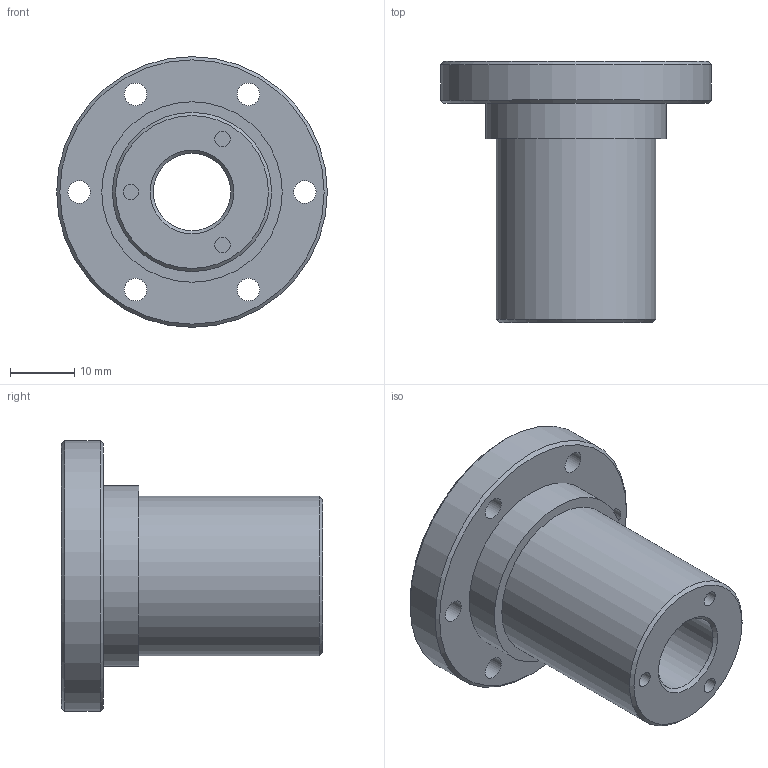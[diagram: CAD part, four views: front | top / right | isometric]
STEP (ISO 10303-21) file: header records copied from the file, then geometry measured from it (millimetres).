
FILE_DESCRIPTION(/* description */ (''),/* implementation_level */ '2;1');
FILE_NAME(/* name */ 'J1_MAIN_SHAFT.stp',/* time_stamp */ '2022-07-20T21:20:57+09:00',/* author */ (''),/* organization */ (''),/* preprocessor_version */ 'ST-DEVELOPER v16.7',/* originating_system */ '',/* authorisation */ '');
FILE_SCHEMA (('AUTOMOTIVE_DESIGN { 1 0 10303 214 3 1 1 1 }'));
Length unit declared in the file: millimetre
Products named in the file (1): J1_MAIN_SHAFT
Bounding box: 42 x 40.5 x 42 mm (x, y, z)
Volume: 20857.3 mm3; surface area: 8120.8 mm2
Topology: 1 solids, 1 shells, 25 faces, 61 edges, 44 vertices
Faces by surface type: cylinder 13, plane 7, cone 5
Full cylindrical faces by diameter (mm): 2.4 x3, 3.5 x6, 12 x1, 24.7 x1, 28 x1, 42 x1
Entity records: 653 total; most frequent: DIRECTION 118, CARTESIAN_POINT 91, EDGE_LOOP 62, ORIENTED_EDGE 62, FACE_BOUND 59, AXIS2_PLACEMENT_3D 59, CIRCLE 32, VERTEX_POINT 31
